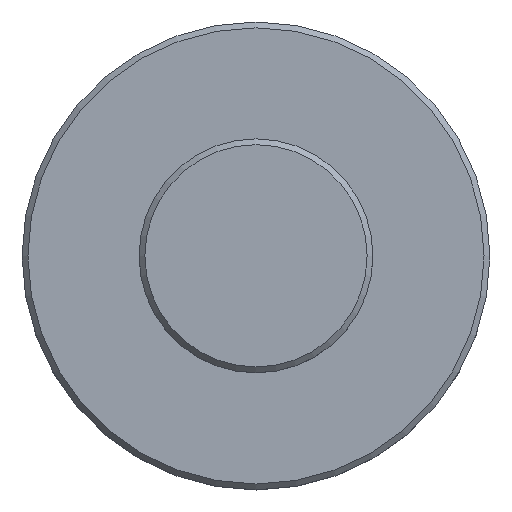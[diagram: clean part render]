
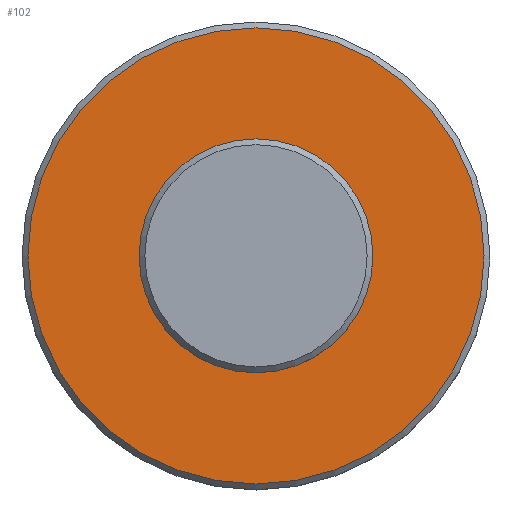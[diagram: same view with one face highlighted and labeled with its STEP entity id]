
A CAD part, top view. The second image highlights one B-rep face of the part: STEP entity #102.
In plain terms, the highlighted planar face has unit normal (0, 0, 1).
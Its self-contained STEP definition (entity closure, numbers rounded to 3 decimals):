
#68=FACE_BOUND('',#136,.T.);
#69=FACE_BOUND('',#137,.T.);
#102=ADVANCED_FACE('',(#68,#69),#118,.T.);
#118=PLANE('',#311);
#136=EDGE_LOOP('',(#176));
#137=EDGE_LOOP('',(#177));
#176=ORIENTED_EDGE('',*,*,#231,.T.);
#177=ORIENTED_EDGE('',*,*,#230,.T.);
#210=VERTEX_POINT('',#452);
#211=VERTEX_POINT('',#455);
#230=EDGE_CURVE('',#210,#210,#250,.T.);
#231=EDGE_CURVE('',#211,#211,#251,.T.);
#250=CIRCLE('',#308,19.5);
#251=CIRCLE('',#310,39.);
#308=AXIS2_PLACEMENT_3D('',#451,#367,#368);
#310=AXIS2_PLACEMENT_3D('',#454,#371,#372);
#311=AXIS2_PLACEMENT_3D('',#456,#373,#374);
#367=DIRECTION('',(0.,0.,-1.));
#368=DIRECTION('',(1.,0.,0.));
#371=DIRECTION('',(0.,0.,1.));
#372=DIRECTION('',(1.,0.,0.));
#373=DIRECTION('',(0.,0.,1.));
#374=DIRECTION('',(-1.,0.,0.));
#451=CARTESIAN_POINT('',(0.,0.,0.));
#452=CARTESIAN_POINT('',(19.5,0.,0.));
#454=CARTESIAN_POINT('',(0.,0.,0.));
#455=CARTESIAN_POINT('',(39.,0.,0.));
#456=CARTESIAN_POINT('',(0.,20.,0.));
